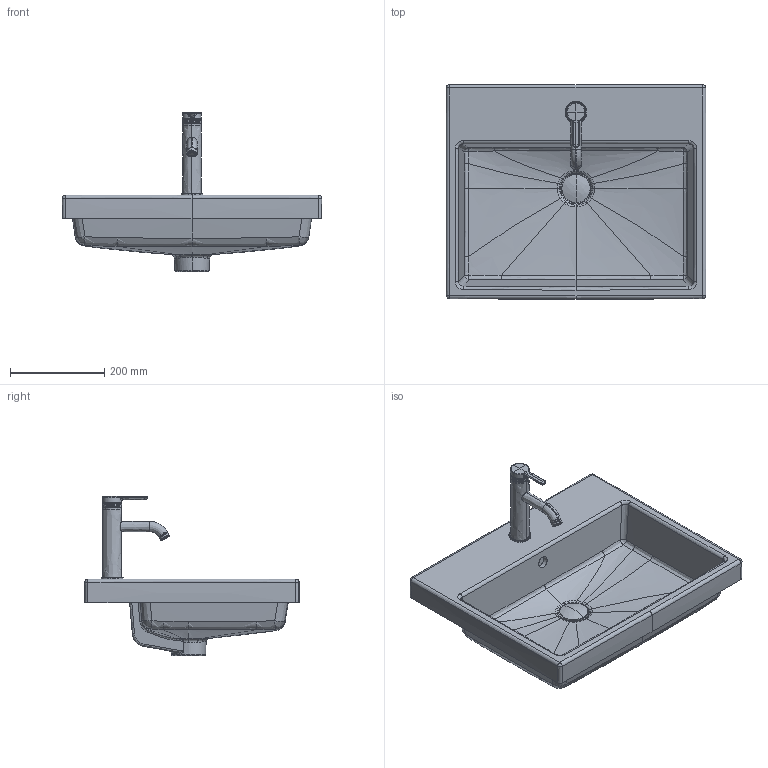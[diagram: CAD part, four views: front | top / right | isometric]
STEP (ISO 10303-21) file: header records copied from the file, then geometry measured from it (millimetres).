
FILE_DESCRIPTION(/* description */ (''),/* implementation_level */ '2;1');
FILE_NAME(/* name */ '038355',/* time_stamp */ '2019-05-02T14:48:23+02:00',/* author */ (''),/* organization */ (''),/* preprocessor_version */ 'ST-DEVELOPER v15',/* originating_system */ '',/* authorisation */ '');
FILE_SCHEMA (('AUTOMOTIVE_DESIGN'));
Length unit declared in the file: millimetre
Products named in the file (1): Document
Bounding box: 550.46 x 454.97 x 337.46 mm (x, y, z)
Volume: 28611.4 mm3; surface area: 907040.2 mm2
Topology: 5 solids, 13 shells, 809 faces, 1921 edges, 1114 vertices
Faces by surface type: bspline 809
Entity records: 90577 total; most frequent: CARTESIAN_POINT 67126, B_SPLINE_CURVE_WITH_KNOTS 4516, ORIENTED_EDGE 3714, PCURVE 3714, DEFINITIONAL_REPRESENTATION 3714, SURFACE_CURVE 1887, EDGE_CURVE 1887, VERTEX_POINT 1114
